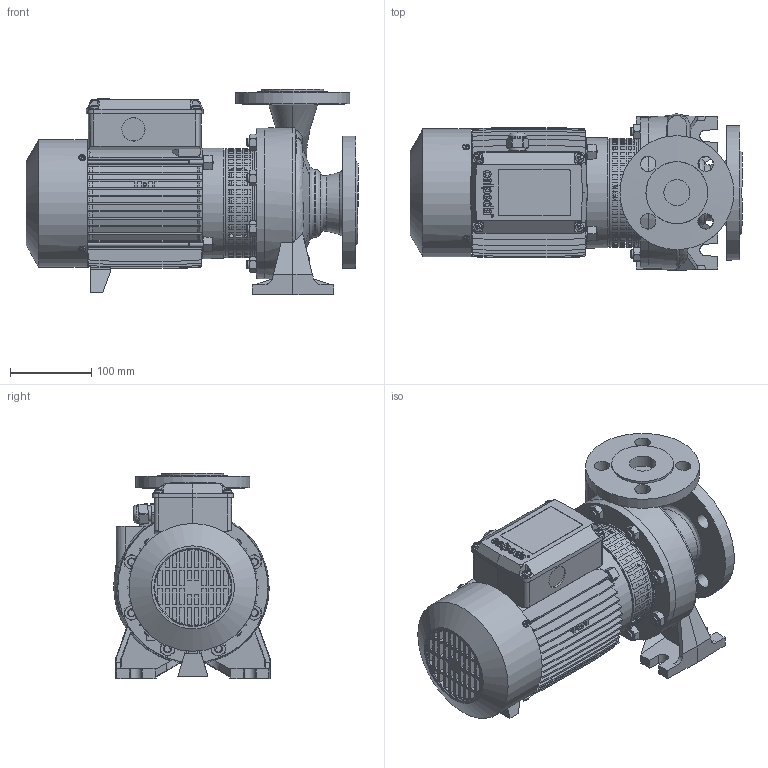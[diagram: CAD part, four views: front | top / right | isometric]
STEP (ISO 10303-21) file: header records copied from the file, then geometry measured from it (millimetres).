
FILE_DESCRIPTION(('STEP AP214'),'2;1');
FILE_NAME('4_93_603_11_REV01.stp','2018-01-23T13:20:45',(''),(''),'2016.1.120','THINKDESIGN','');
FILE_SCHEMA(('AUTOMOTIVE_DESIGN'));
Bounding box: 408 x 192.23 x 252 mm (x, y, z)
Volume: 7830792.5 mm3; surface area: 694988.6 mm2
Topology: 13 solids, 13 shells, 1544 faces, 4714 edges, 3307 vertices
Faces by surface type: plane 1050, bspline 297, cylinder 197
Full cylindrical faces by diameter (mm): 2.7 x1, 3 x1, 4.36 x4, 4.4 x2, 5 x6, 5.4 x1, 8 x4, 8.647 x8, 10 x12, 13.25 x1, 14.66 x1, 19 x8, 20 x1, 20.1 x1, 20.5 x1, 23 x1, 28.5 x2, 32 x1, 34 x1, 50 x1, 76 x1, 83.995 x1, 130 x1, 132.062 x1, 134 x1, 135.5 x2, 140 x1, 157 x1
Entity records: 83865 total; most frequent: CARTESIAN_POINT 29626, ORIENTED_EDGE 8502, DIRECTION 7476, EDGE_CURVE 4251, VECTOR 2870, LINE 2870, VERTEX_POINT 2845, AXIS2_PLACEMENT_3D 2303
